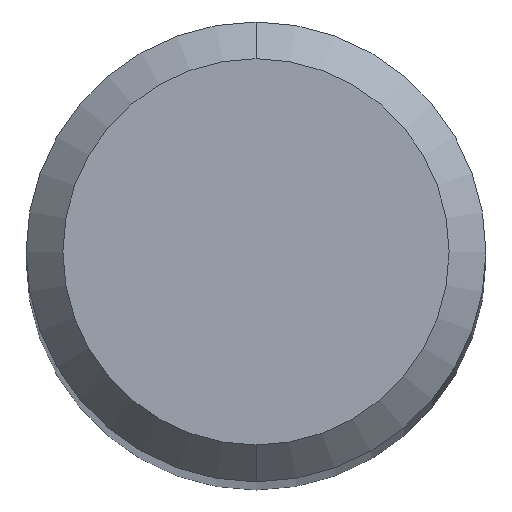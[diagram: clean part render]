
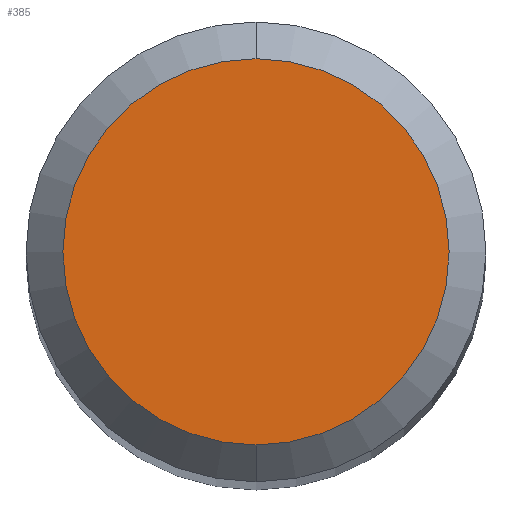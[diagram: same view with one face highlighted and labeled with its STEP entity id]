
A CAD part, top view. The second image highlights one B-rep face of the part: STEP entity #385.
In plain terms, the highlighted planar face has unit normal (0, 0, 1).
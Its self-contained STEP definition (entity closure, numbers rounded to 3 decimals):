
#223=EDGE_CURVE('',#285,#247,#533,.T.);
#247=VERTEX_POINT('',#558);
#285=VERTEX_POINT('',#599);
#385=ADVANCED_FACE('',(#712),#713,.T.);
#387=EDGE_CURVE('',#247,#285,#715,.T.);
#533=CIRCLE('',#906,2.1);
#558=CARTESIAN_POINT('',(0.,-2.1,0.0));
#599=CARTESIAN_POINT('',(0.0,2.1,0.0));
#712=FACE_OUTER_BOUND('',#1256,.T.);
#713=PLANE('',#1257);
#715=CIRCLE('',#1260,2.1);
#906=AXIS2_PLACEMENT_3D('',#1496,#1497,#1498);
#1256=EDGE_LOOP('',(#1701,#1702));
#1257=AXIS2_PLACEMENT_3D('',#1703,#1704,#1705);
#1260=AXIS2_PLACEMENT_3D('',#1706,#1707,#1708);
#1496=CARTESIAN_POINT('',(0.0,0.0,0.0));
#1497=DIRECTION('',(0.0,0.0,-1.0));
#1498=DIRECTION('',(0.0,1.0,0.0));
#1701=ORIENTED_EDGE('',*,*,#223,.F.);
#1702=ORIENTED_EDGE('',*,*,#387,.F.);
#1703=CARTESIAN_POINT('',(0.0,1.05,0.0));
#1704=DIRECTION('',(-0.0,0.0,1.0));
#1705=DIRECTION('',(0.0,-1.0,0.0));
#1706=CARTESIAN_POINT('',(0.0,0.0,0.0));
#1707=DIRECTION('',(0.0,0.0,-1.0));
#1708=DIRECTION('',(0.0,1.0,0.0));
